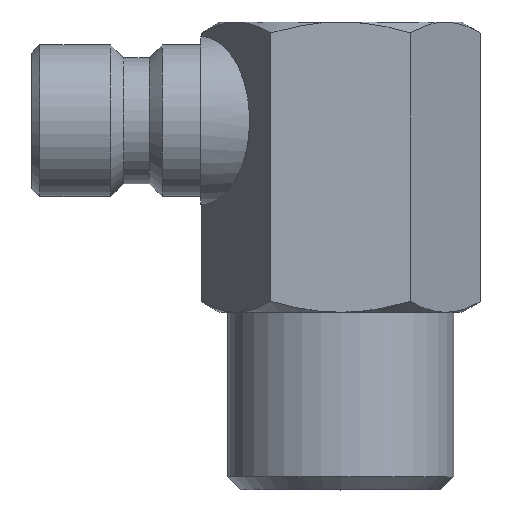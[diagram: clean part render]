
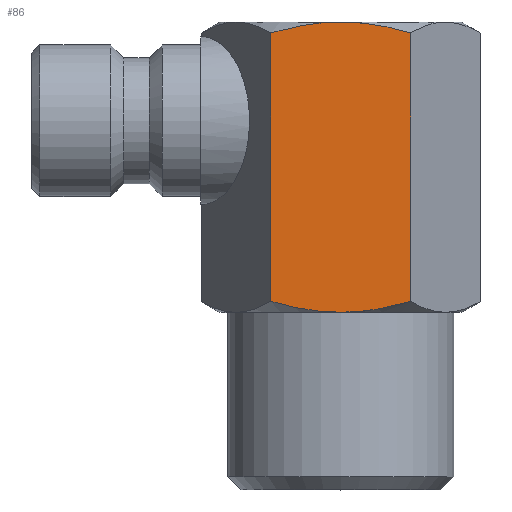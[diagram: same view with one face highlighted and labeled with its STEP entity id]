
A CAD part, top view. The second image highlights one B-rep face of the part: STEP entity #86.
In plain terms, the highlighted planar face has unit normal (0, 0, 1).
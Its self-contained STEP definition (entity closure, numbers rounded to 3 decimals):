
#86=ADVANCED_FACE('',(#209),#210,.T.);
#209=FACE_OUTER_BOUND('',#370,.T.);
#210=PLANE('',#371);
#370=EDGE_LOOP('',(#562,#563,#564,#565,#566,#567));
#371=AXIS2_PLACEMENT_3D('',#568,#569,#570);
#562=ORIENTED_EDGE('',*,*,#959,.F.);
#563=ORIENTED_EDGE('',*,*,#960,.F.);
#564=ORIENTED_EDGE('',*,*,#939,.T.);
#565=ORIENTED_EDGE('',*,*,#961,.F.);
#566=ORIENTED_EDGE('',*,*,#962,.F.);
#567=ORIENTED_EDGE('',*,*,#963,.F.);
#568=CARTESIAN_POINT('',(0.,10.0,7.5));
#569=DIRECTION('',(0.,0.0,1.0));
#570=DIRECTION('',(1.0,0.0,0.));
#939=EDGE_CURVE('',#1102,#1110,#1112,.T.);
#959=EDGE_CURVE('',#1146,#1147,#1148,.T.);
#960=EDGE_CURVE('',#1102,#1146,#1149,.T.);
#961=EDGE_CURVE('',#1150,#1110,#1151,.T.);
#962=EDGE_CURVE('',#1152,#1150,#1153,.T.);
#963=EDGE_CURVE('',#1147,#1152,#1154,.T.);
#1102=VERTEX_POINT('',#1376);
#1110=VERTEX_POINT('',#1418);
#1112=LINE('',#1431,#1432);
#1146=VERTEX_POINT('',#1552);
#1147=VERTEX_POINT('',#1553);
#1148=(B_SPLINE_CURVE(2,(#1555,#1556,#1557,#1558,#1559),.UNSPECIFIED.,.F.,.F.)B_SPLINE_CURVE_WITH_KNOTS((3,2,3),(0.0,4.397,8.795),.UNSPECIFIED.)RATIONAL_B_SPLINE_CURVE((1.0,1.038,1.0,1.038,1.0))BOUNDED_CURVE()REPRESENTATION_ITEM('')GEOMETRIC_REPRESENTATION_ITEM()CURVE());
#1149=(B_SPLINE_CURVE(2,(#1567,#1568,#1569,#1570,#1571),.UNSPECIFIED.,.F.,.F.)B_SPLINE_CURVE_WITH_KNOTS((3,2,3),(0.0,4.397,8.795),.UNSPECIFIED.)RATIONAL_B_SPLINE_CURVE((1.0,1.038,1.0,1.038,1.0))BOUNDED_CURVE()REPRESENTATION_ITEM('')GEOMETRIC_REPRESENTATION_ITEM()CURVE());
#1150=VERTEX_POINT('',#1578);
#1151=(B_SPLINE_CURVE(2,(#1580,#1581,#1582,#1583,#1584),.UNSPECIFIED.,.F.,.F.)B_SPLINE_CURVE_WITH_KNOTS((3,2,3),(0.0,4.397,8.795),.UNSPECIFIED.)RATIONAL_B_SPLINE_CURVE((1.0,1.038,1.0,1.038,1.0))BOUNDED_CURVE()REPRESENTATION_ITEM('')GEOMETRIC_REPRESENTATION_ITEM()CURVE());
#1152=VERTEX_POINT('',#1591);
#1153=(B_SPLINE_CURVE(2,(#1593,#1594,#1595,#1596,#1597),.UNSPECIFIED.,.F.,.F.)B_SPLINE_CURVE_WITH_KNOTS((3,2,3),(0.0,4.397,8.795),.UNSPECIFIED.)RATIONAL_B_SPLINE_CURVE((1.0,1.038,1.0,1.038,1.0))BOUNDED_CURVE()REPRESENTATION_ITEM('')GEOMETRIC_REPRESENTATION_ITEM()CURVE());
#1154=LINE('',#1604,#1605);
#1376=CARTESIAN_POINT('',(4.33,11.67,7.5));
#1418=CARTESIAN_POINT('',(4.33,28.33,7.5));
#1431=CARTESIAN_POINT('',(4.33,10.0,7.5));
#1432=VECTOR('',#1932,1.0);
#1552=CARTESIAN_POINT('',(0.,11.0,7.5));
#1553=CARTESIAN_POINT('',(-4.33,11.67,7.5));
#1555=CARTESIAN_POINT('',(4.335,11.671,7.5));
#1556=CARTESIAN_POINT('',(2.011,11.0,7.5));
#1557=CARTESIAN_POINT('',(0.,11.0,7.5));
#1558=CARTESIAN_POINT('',(-2.011,11.0,7.5));
#1559=CARTESIAN_POINT('',(-4.335,11.671,7.5));
#1567=CARTESIAN_POINT('',(4.335,11.671,7.5));
#1568=CARTESIAN_POINT('',(2.011,11.0,7.5));
#1569=CARTESIAN_POINT('',(0.,11.0,7.5));
#1570=CARTESIAN_POINT('',(-2.011,11.0,7.5));
#1571=CARTESIAN_POINT('',(-4.335,11.671,7.5));
#1578=CARTESIAN_POINT('',(0.,29.0,7.5));
#1580=CARTESIAN_POINT('',(-4.335,28.329,7.5));
#1581=CARTESIAN_POINT('',(-2.011,29.0,7.5));
#1582=CARTESIAN_POINT('',(0.,29.0,7.5));
#1583=CARTESIAN_POINT('',(2.011,29.0,7.5));
#1584=CARTESIAN_POINT('',(4.335,28.329,7.5));
#1591=CARTESIAN_POINT('',(-4.33,28.33,7.5));
#1593=CARTESIAN_POINT('',(-4.335,28.329,7.5));
#1594=CARTESIAN_POINT('',(-2.011,29.0,7.5));
#1595=CARTESIAN_POINT('',(0.,29.0,7.5));
#1596=CARTESIAN_POINT('',(2.011,29.0,7.5));
#1597=CARTESIAN_POINT('',(4.335,28.329,7.5));
#1604=CARTESIAN_POINT('',(-4.33,10.0,7.5));
#1605=VECTOR('',#1948,1.0);
#1932=DIRECTION('',(0.0,1.0,0.0));
#1948=DIRECTION('',(0.0,1.0,0.0));
